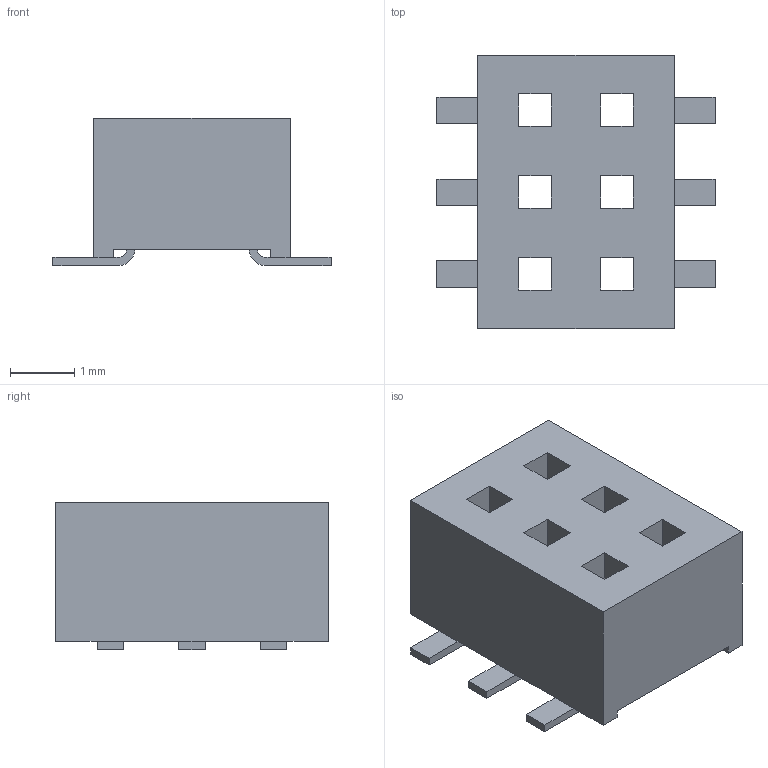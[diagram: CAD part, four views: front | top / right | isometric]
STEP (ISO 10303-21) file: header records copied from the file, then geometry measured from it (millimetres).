
FILE_DESCRIPTION(('FreeCAD Model'),'2;1');
FILE_NAME('CLP_103_02_F_D_sp.step', '2019-03-22T15:31:28',('kicad StepUp'),('ksu MCAD'), 'Open CASCADE STEP processor 7.2','FreeCAD','Unknown');
FILE_SCHEMA(('AUTOMOTIVE_DESIGN { 1 0 10303 214 1 1 1 1 }'));
Length unit declared in the file: millimetre
Products named in the file (1): CLP_103_02_F_D_sp
Bounding box: 4.32 x 4.24 x 2.29 mm (x, y, z)
Volume: 23.9 mm3; surface area: 86.4 mm2
Topology: 1 solids, 1 shells, 102 faces, 300 edges, 188 vertices
Faces by surface type: plane 90, cylinder 12
Entity records: 4075 total; most frequent: ORIENTED_EDGE 600, CARTESIAN_POINT 591, DIRECTION 530, EDGE_CURVE 300, LINE 276, VECTOR 276, VERTEX_POINT 188, AXIS2_PLACEMENT_3D 127
